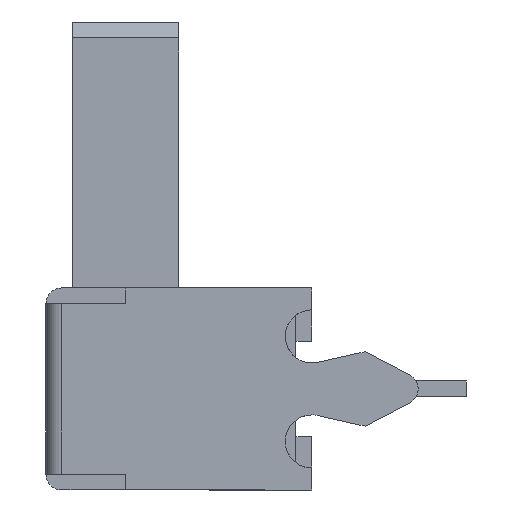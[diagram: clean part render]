
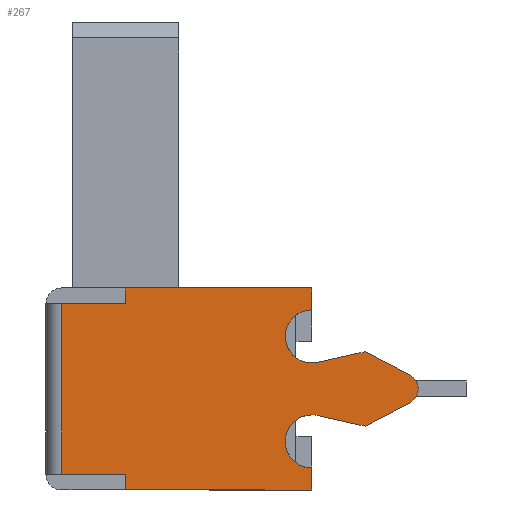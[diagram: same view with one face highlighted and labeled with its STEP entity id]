
A CAD part, left-side view. The second image highlights one B-rep face of the part: STEP entity #267.
In plain terms, the highlighted planar face has unit normal (-1, 0, 0).
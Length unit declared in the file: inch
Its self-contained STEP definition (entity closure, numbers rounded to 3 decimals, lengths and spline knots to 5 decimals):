
#24 = DIRECTION ( 'NONE',  ( -1., 0., 0. ) ) ;
#32 = VERTEX_POINT ( 'NONE', #741 ) ;
#34 = DIRECTION ( 'NONE',  ( 0., 0., 1. ) ) ;
#135 = CARTESIAN_POINT ( 'NONE',  ( -0.19685, 0., 0.0748 ) ) ;
#267 = ADVANCED_FACE ( 'NONE', ( #3197 ), #4386, .T. ) ;
#271 = DIRECTION ( 'NONE',  ( 0., 1., 0. ) ) ;
#351 = CARTESIAN_POINT ( 'NONE',  ( -0.19685, -0.03937, -0.02756 ) ) ;
#364 = ORIENTED_EDGE ( 'NONE', *, *, #4451, .F. ) ;
#368 = EDGE_CURVE ( 'NONE', #2138, #711, #1048, .T. ) ;
#377 = EDGE_LOOP ( 'NONE', ( #1405, #3345, #5741, #5499, #1423, #4381, #1883, #3723, #597, #364, #453, #5821, #2109, #1505, #3261, #3028, #4837 ) ) ;
#398 = VECTOR ( 'NONE', #34, 39.37008 ) ;
#406 = DIRECTION ( 'NONE',  ( 0., 0., -1. ) ) ;
#412 = LINE ( 'NONE', #3113, #1515 ) ;
#453 = ORIENTED_EDGE ( 'NONE', *, *, #3827, .F. ) ;
#572 = LINE ( 'NONE', #1165, #4574 ) ;
#594 = VERTEX_POINT ( 'NONE', #351 ) ;
#597 = ORIENTED_EDGE ( 'NONE', *, *, #4911, .F. ) ;
#651 = VERTEX_POINT ( 'NONE', #5442 ) ;
#711 = VERTEX_POINT ( 'NONE', #3710 ) ;
#741 = CARTESIAN_POINT ( 'NONE',  ( -0.19685, 0.18504, 0.06299 ) ) ;
#926 = VECTOR ( 'NONE', #3421, 39.37008 ) ;
#1048 = LINE ( 'NONE', #5889, #3344 ) ;
#1111 = AXIS2_PLACEMENT_3D ( 'NONE', #2331, #5492, #2793 ) ;
#1149 = CARTESIAN_POINT ( 'NONE',  ( -0.19685, 0., 0.03889 ) ) ;
#1165 = CARTESIAN_POINT ( 'NONE',  ( -0.19685, 0.1378, 0.06299 ) ) ;
#1203 = VECTOR ( 'NONE', #3582, 39.37008 ) ;
#1215 = DIRECTION ( 'NONE',  ( 0., -1., 0. ) ) ;
#1285 = CARTESIAN_POINT ( 'NONE',  ( -0.19685, 0., -0.05858 ) ) ;
#1294 = CARTESIAN_POINT ( 'NONE',  ( -0.19685, -0.07236, -0.01049 ) ) ;
#1322 = EDGE_CURVE ( 'NONE', #651, #4799, #1655, .T. ) ;
#1347 = LINE ( 'NONE', #4048, #1203 ) ;
#1405 = ORIENTED_EDGE ( 'NONE', *, *, #4537, .F. ) ;
#1423 = ORIENTED_EDGE ( 'NONE', *, *, #4172, .F. ) ;
#1505 = ORIENTED_EDGE ( 'NONE', *, *, #2664, .F. ) ;
#1515 = VECTOR ( 'NONE', #3585, 39.37008 ) ;
#1569 = EDGE_CURVE ( 'NONE', #3363, #2777, #4704, .T. ) ;
#1616 = DIRECTION ( 'NONE',  ( 0., 0., -1. ) ) ;
#1631 = DIRECTION ( 'NONE',  ( 0., 1., 0. ) ) ;
#1632 = VECTOR ( 'NONE', #5743, 39.37008 ) ;
#1655 = LINE ( 'NONE', #3745, #2881 ) ;
#1686 = CARTESIAN_POINT ( 'NONE',  ( -0.19685, 0.18504, -0.06299 ) ) ;
#1718 = CARTESIAN_POINT ( 'NONE',  ( -0.19685, 0., -0.05858 ) ) ;
#1829 = CARTESIAN_POINT ( 'NONE',  ( -0.19685, -0.06693, 0. ) ) ;
#1883 = ORIENTED_EDGE ( 'NONE', *, *, #5876, .F. ) ;
#1920 = LINE ( 'NONE', #1285, #1632 ) ;
#2014 = LINE ( 'NONE', #5758, #4279 ) ;
#2043 = CARTESIAN_POINT ( 'NONE',  ( -0.19685, -0.00431, -0.01969 ) ) ;
#2109 = ORIENTED_EDGE ( 'NONE', *, *, #368, .F. ) ;
#2111 = CARTESIAN_POINT ( 'NONE',  ( -0.19685, -0.03937, 0.02756 ) ) ;
#2138 = VERTEX_POINT ( 'NONE', #135 ) ;
#2164 = DIRECTION ( 'NONE',  ( 0., 0., 1. ) ) ;
#2169 = LINE ( 'NONE', #2043, #2304 ) ;
#2269 = EDGE_CURVE ( 'NONE', #4677, #651, #1920, .T. ) ;
#2302 = DIRECTION ( 'NONE',  ( 0., 0., -1. ) ) ;
#2304 = VECTOR ( 'NONE', #5671, 39.37008 ) ;
#2331 = CARTESIAN_POINT ( 'NONE',  ( -0.19685, 0., -0.03889 ) ) ;
#2446 = CARTESIAN_POINT ( 'NONE',  ( -0.19685, 0.1378, 0.06299 ) ) ;
#2462 = CIRCLE ( 'NONE', #1111, 0.01969 ) ;
#2508 = CIRCLE ( 'NONE', #4343, 0.01181 ) ;
#2664 = EDGE_CURVE ( 'NONE', #3743, #2138, #3711, .T. ) ;
#2765 = CARTESIAN_POINT ( 'NONE',  ( -0.19685, -0.00431, 0.01969 ) ) ;
#2777 = VERTEX_POINT ( 'NONE', #3101 ) ;
#2787 = CARTESIAN_POINT ( 'NONE',  ( -0.19685, -0.00431, 0.01969 ) ) ;
#2793 = DIRECTION ( 'NONE',  ( 0., 0., 1. ) ) ;
#2821 = CARTESIAN_POINT ( 'NONE',  ( -0.19685, 0., -0.03889 ) ) ;
#2881 = VECTOR ( 'NONE', #5098, 39.37008 ) ;
#3028 = ORIENTED_EDGE ( 'NONE', *, *, #5310, .T. ) ;
#3079 = CIRCLE ( 'NONE', #5891, 0.01969 ) ;
#3101 = CARTESIAN_POINT ( 'NONE',  ( -0.19685, 0., -0.01921 ) ) ;
#3113 = CARTESIAN_POINT ( 'NONE',  ( -0.19685, -0.03937, -0.02756 ) ) ;
#3154 = CARTESIAN_POINT ( 'NONE',  ( -0.19685, 0.1378, 0.0748 ) ) ;
#3197 = FACE_OUTER_BOUND ( 'NONE', #377, .T. ) ;
#3207 = CARTESIAN_POINT ( 'NONE',  ( -0.19685, 0.1378, -0.06299 ) ) ;
#3261 = ORIENTED_EDGE ( 'NONE', *, *, #5119, .F. ) ;
#3265 = DIRECTION ( 'NONE',  ( 0., 0., 1. ) ) ;
#3273 = VERTEX_POINT ( 'NONE', #4662 ) ;
#3344 = VECTOR ( 'NONE', #406, 39.37008 ) ;
#3345 = ORIENTED_EDGE ( 'NONE', *, *, #4829, .F. ) ;
#3363 = VERTEX_POINT ( 'NONE', #5637 ) ;
#3421 = DIRECTION ( 'NONE',  ( 0., -0.888, -0.46 ) ) ;
#3439 = DIRECTION ( 'NONE',  ( 0., 0., -1. ) ) ;
#3483 = CARTESIAN_POINT ( 'NONE',  ( -0.19685, -0.07236, 0.01049 ) ) ;
#3510 = CARTESIAN_POINT ( 'NONE',  ( -0.19685, 0.18504, -0.06299 ) ) ;
#3574 = VECTOR ( 'NONE', #1215, 39.37008 ) ;
#3582 = DIRECTION ( 'NONE',  ( 0., 0., 1. ) ) ;
#3585 = DIRECTION ( 'NONE',  ( 0., 0.888, -0.46 ) ) ;
#3615 = VERTEX_POINT ( 'NONE', #1294 ) ;
#3710 = CARTESIAN_POINT ( 'NONE',  ( -0.19685, 0., 0.05858 ) ) ;
#3711 = LINE ( 'NONE', #3985, #3574 ) ;
#3723 = ORIENTED_EDGE ( 'NONE', *, *, #5642, .F. ) ;
#3743 = VERTEX_POINT ( 'NONE', #3154 ) ;
#3745 = CARTESIAN_POINT ( 'NONE',  ( -0.19685, 0.18504, -0.0748 ) ) ;
#3827 = EDGE_CURVE ( 'NONE', #4941, #3273, #4440, .T. ) ;
#3885 = AXIS2_PLACEMENT_3D ( 'NONE', #1686, #4856, #2164 ) ;
#3946 = VECTOR ( 'NONE', #3439, 39.37008 ) ;
#3985 = CARTESIAN_POINT ( 'NONE',  ( -0.19685, 0.18504, 0.0748 ) ) ;
#4048 = CARTESIAN_POINT ( 'NONE',  ( -0.19685, 0.1378, -0.06299 ) ) ;
#4064 = LINE ( 'NONE', #5522, #398 ) ;
#4172 = EDGE_CURVE ( 'NONE', #2777, #4677, #2462, .T. ) ;
#4279 = VECTOR ( 'NONE', #271, 39.37008 ) ;
#4331 = DIRECTION ( 'NONE',  ( -1., 0., 0. ) ) ;
#4343 = AXIS2_PLACEMENT_3D ( 'NONE', #1829, #5005, #2302 ) ;
#4381 = ORIENTED_EDGE ( 'NONE', *, *, #1569, .F. ) ;
#4386 = PLANE ( 'NONE',  #3885 ) ;
#4419 = LINE ( 'NONE', #2111, #926 ) ;
#4440 = LINE ( 'NONE', #2787, #5659 ) ;
#4451 = EDGE_CURVE ( 'NONE', #3273, #4521, #4419, .T. ) ;
#4487 = AXIS2_PLACEMENT_3D ( 'NONE', #2821, #24, #3265 ) ;
#4521 = VERTEX_POINT ( 'NONE', #3483 ) ;
#4537 = EDGE_CURVE ( 'NONE', #4982, #5003, #2014, .T. ) ;
#4553 = CARTESIAN_POINT ( 'NONE',  ( -0.19685, 0.18504, -0.06299 ) ) ;
#4574 = VECTOR ( 'NONE', #1631, 39.37008 ) ;
#4662 = CARTESIAN_POINT ( 'NONE',  ( -0.19685, -0.03937, 0.02756 ) ) ;
#4677 = VERTEX_POINT ( 'NONE', #1718 ) ;
#4704 = CIRCLE ( 'NONE', #4487, 0.01969 ) ;
#4799 = VERTEX_POINT ( 'NONE', #5346 ) ;
#4829 = EDGE_CURVE ( 'NONE', #4799, #4982, #1347, .T. ) ;
#4837 = ORIENTED_EDGE ( 'NONE', *, *, #5411, .T. ) ;
#4856 = DIRECTION ( 'NONE',  ( -1., 0., 0. ) ) ;
#4911 = EDGE_CURVE ( 'NONE', #4521, #3615, #2508, .T. ) ;
#4941 = VERTEX_POINT ( 'NONE', #2765 ) ;
#4982 = VERTEX_POINT ( 'NONE', #3207 ) ;
#5003 = VERTEX_POINT ( 'NONE', #4553 ) ;
#5005 = DIRECTION ( 'NONE',  ( 1., 0., 0. ) ) ;
#5098 = DIRECTION ( 'NONE',  ( 0., 1., 0. ) ) ;
#5119 = EDGE_CURVE ( 'NONE', #5797, #3743, #4064, .T. ) ;
#5142 = LINE ( 'NONE', #3510, #3946 ) ;
#5310 = EDGE_CURVE ( 'NONE', #5797, #32, #572, .T. ) ;
#5346 = CARTESIAN_POINT ( 'NONE',  ( -0.19685, 0.1378, -0.0748 ) ) ;
#5411 = EDGE_CURVE ( 'NONE', #32, #5003, #5142, .T. ) ;
#5442 = CARTESIAN_POINT ( 'NONE',  ( -0.19685, 0., -0.0748 ) ) ;
#5488 = DIRECTION ( 'NONE',  ( 0., -0.976, 0.219 ) ) ;
#5492 = DIRECTION ( 'NONE',  ( -1., 0., 0. ) ) ;
#5499 = ORIENTED_EDGE ( 'NONE', *, *, #2269, .F. ) ;
#5522 = CARTESIAN_POINT ( 'NONE',  ( -0.19685, 0.1378, 0.0748 ) ) ;
#5637 = CARTESIAN_POINT ( 'NONE',  ( -0.19685, -0.00431, -0.01969 ) ) ;
#5642 = EDGE_CURVE ( 'NONE', #3615, #594, #412, .T. ) ;
#5659 = VECTOR ( 'NONE', #5488, 39.37008 ) ;
#5671 = DIRECTION ( 'NONE',  ( 0., 0.976, 0.219 ) ) ;
#5741 = ORIENTED_EDGE ( 'NONE', *, *, #1322, .F. ) ;
#5743 = DIRECTION ( 'NONE',  ( 0., 0., -1. ) ) ;
#5758 = CARTESIAN_POINT ( 'NONE',  ( -0.19685, 0.1378, -0.06299 ) ) ;
#5797 = VERTEX_POINT ( 'NONE', #2446 ) ;
#5821 = ORIENTED_EDGE ( 'NONE', *, *, #5960, .F. ) ;
#5876 = EDGE_CURVE ( 'NONE', #594, #3363, #2169, .T. ) ;
#5889 = CARTESIAN_POINT ( 'NONE',  ( -0.19685, 0., 0.0748 ) ) ;
#5891 = AXIS2_PLACEMENT_3D ( 'NONE', #1149, #4331, #1616 ) ;
#5960 = EDGE_CURVE ( 'NONE', #711, #4941, #3079, .T. ) ;
